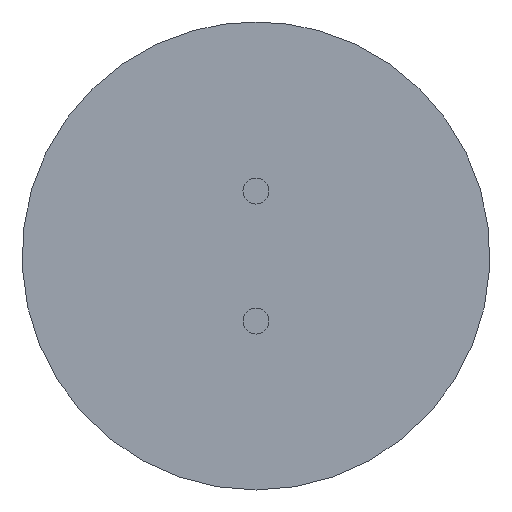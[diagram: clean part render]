
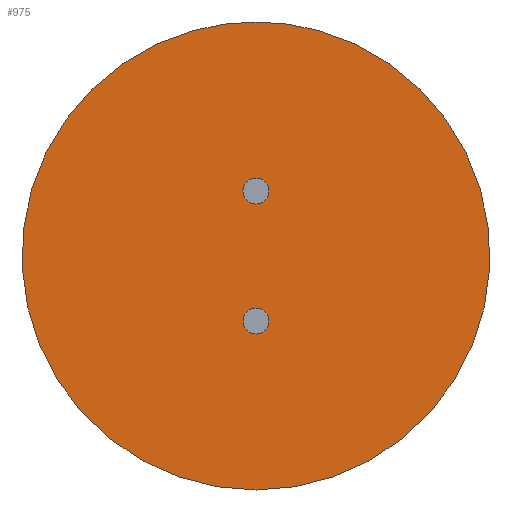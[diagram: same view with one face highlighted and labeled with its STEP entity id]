
A CAD part, front view. The second image highlights one B-rep face of the part: STEP entity #975.
In plain terms, the highlighted planar face has unit normal (0, -1, 0).
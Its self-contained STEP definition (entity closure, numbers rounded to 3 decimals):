
#71 = DIRECTION ( 'NONE',  ( 0., 0., -1. ) ) ;
#72 = PLANE ( 'NONE',  #762 ) ;
#73 = FACE_BOUND ( 'NONE', #458, .T. ) ;
#75 = FACE_OUTER_BOUND ( 'NONE', #455, .T. ) ;
#76 = CARTESIAN_POINT ( 'NONE',  ( 18., 0., 0. ) ) ;
#79 = DIRECTION ( 'NONE',  ( 0., -1., 0. ) ) ;
#82 = FACE_BOUND ( 'NONE', #452, .T. ) ;
#221 = DIRECTION ( 'NONE',  ( 0., 0., -1. ) ) ;
#222 = DIRECTION ( 'NONE',  ( 0., -1., 0. ) ) ;
#223 = CARTESIAN_POINT ( 'NONE',  ( 0., 0., -5. ) ) ;
#224 = DIRECTION ( 'NONE',  ( 0., 0., -1. ) ) ;
#225 = DIRECTION ( 'NONE',  ( 0., -1., 0. ) ) ;
#226 = CARTESIAN_POINT ( 'NONE',  ( 0., 0., 0. ) ) ;
#227 = DIRECTION ( 'NONE',  ( 0., 0., -1. ) ) ;
#228 = DIRECTION ( 'NONE',  ( 0., -1., 0. ) ) ;
#229 = CARTESIAN_POINT ( 'NONE',  ( 0., 0., 0. ) ) ;
#230 = DIRECTION ( 'NONE',  ( 0., 0., -1. ) ) ;
#231 = DIRECTION ( 'NONE',  ( 0., -1., 0. ) ) ;
#232 = CARTESIAN_POINT ( 'NONE',  ( 0., 0., 5. ) ) ;
#279 = DIRECTION ( 'NONE',  ( 0., 0., -1. ) ) ;
#280 = DIRECTION ( 'NONE',  ( 0., -1., 0. ) ) ;
#281 = CARTESIAN_POINT ( 'NONE',  ( 0., 0., 0. ) ) ;
#291 = DIRECTION ( 'NONE',  ( 0., 0., -1. ) ) ;
#292 = DIRECTION ( 'NONE',  ( 0., -1., 0. ) ) ;
#293 = CARTESIAN_POINT ( 'NONE',  ( 0., 0., 5. ) ) ;
#303 = DIRECTION ( 'NONE',  ( 0., 0., -1. ) ) ;
#304 = DIRECTION ( 'NONE',  ( 0., -1., 0. ) ) ;
#305 = CARTESIAN_POINT ( 'NONE',  ( 0., 0., -5. ) ) ;
#352 = CARTESIAN_POINT ( 'NONE',  ( 4.8, 0., 17.348 ) ) ;
#359 = CARTESIAN_POINT ( 'NONE',  ( 0., 0., 6. ) ) ;
#360 = CARTESIAN_POINT ( 'NONE',  ( 0., 0., -18. ) ) ;
#364 = CARTESIAN_POINT ( 'NONE',  ( 0., 0., -4. ) ) ;
#365 = CARTESIAN_POINT ( 'NONE',  ( 0., 0., -6. ) ) ;
#367 = CARTESIAN_POINT ( 'NONE',  ( -4.8, 0., 17.348 ) ) ;
#376 = CARTESIAN_POINT ( 'NONE',  ( 0., 0., 4. ) ) ;
#405 = VERTEX_POINT ( 'NONE', #376 ) ;
#412 = VERTEX_POINT ( 'NONE', #367 ) ;
#414 = VERTEX_POINT ( 'NONE', #365 ) ;
#415 = VERTEX_POINT ( 'NONE', #364 ) ;
#418 = VERTEX_POINT ( 'NONE', #360 ) ;
#419 = VERTEX_POINT ( 'NONE', #359 ) ;
#426 = VERTEX_POINT ( 'NONE', #352 ) ;
#452 = EDGE_LOOP ( 'NONE', ( #541, #542 ) ) ;
#455 = EDGE_LOOP ( 'NONE', ( #543, #545, #547 ) ) ;
#458 = EDGE_LOOP ( 'NONE', ( #548, #549 ) ) ;
#541 = ORIENTED_EDGE ( 'NONE', *, *, #938, .F. ) ;
#542 = ORIENTED_EDGE ( 'NONE', *, *, #917, .F. ) ;
#543 = ORIENTED_EDGE ( 'NONE', *, *, #921, .T. ) ;
#545 = ORIENTED_EDGE ( 'NONE', *, *, #939, .T. ) ;
#547 = ORIENTED_EDGE ( 'NONE', *, *, #940, .T. ) ;
#548 = ORIENTED_EDGE ( 'NONE', *, *, #941, .F. ) ;
#549 = ORIENTED_EDGE ( 'NONE', *, *, #913, .F. ) ;
#762 = AXIS2_PLACEMENT_3D ( 'NONE', #76, #79, #71 ) ;
#840 = AXIS2_PLACEMENT_3D ( 'NONE', #223, #222, #221 ) ;
#842 = AXIS2_PLACEMENT_3D ( 'NONE', #226, #225, #224 ) ;
#843 = CIRCLE ( 'NONE', #840, 1. ) ;
#844 = AXIS2_PLACEMENT_3D ( 'NONE', #229, #228, #227 ) ;
#845 = CIRCLE ( 'NONE', #842, 18. ) ;
#846 = AXIS2_PLACEMENT_3D ( 'NONE', #232, #231, #230 ) ;
#847 = CIRCLE ( 'NONE', #844, 18. ) ;
#849 = CIRCLE ( 'NONE', #846, 1. ) ;
#878 = AXIS2_PLACEMENT_3D ( 'NONE', #281, #280, #279 ) ;
#880 = CIRCLE ( 'NONE', #878, 18. ) ;
#884 = AXIS2_PLACEMENT_3D ( 'NONE', #293, #292, #291 ) ;
#888 = CIRCLE ( 'NONE', #884, 1. ) ;
#890 = AXIS2_PLACEMENT_3D ( 'NONE', #305, #304, #303 ) ;
#894 = CIRCLE ( 'NONE', #890, 1. ) ;
#913 = EDGE_CURVE ( 'NONE', #414, #415, #894, .T. ) ;
#917 = EDGE_CURVE ( 'NONE', #405, #419, #888, .T. ) ;
#921 = EDGE_CURVE ( 'NONE', #412, #418, #880, .T. ) ;
#938 = EDGE_CURVE ( 'NONE', #419, #405, #849, .T. ) ;
#939 = EDGE_CURVE ( 'NONE', #418, #426, #847, .T. ) ;
#940 = EDGE_CURVE ( 'NONE', #426, #412, #845, .T. ) ;
#941 = EDGE_CURVE ( 'NONE', #415, #414, #843, .T. ) ;
#975 = ADVANCED_FACE ( 'NONE', ( #82, #75, #73 ), #72, .T. ) ;
